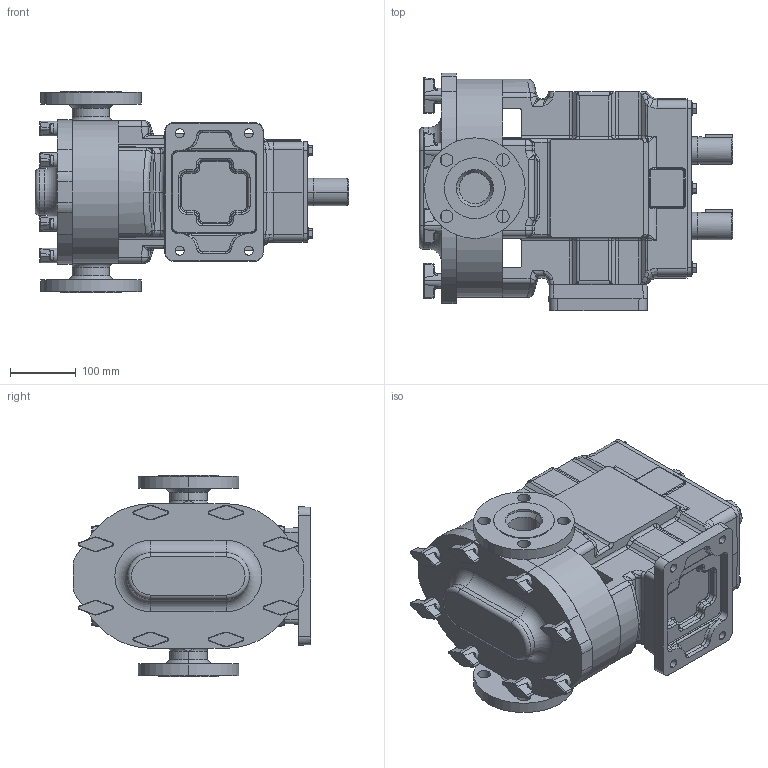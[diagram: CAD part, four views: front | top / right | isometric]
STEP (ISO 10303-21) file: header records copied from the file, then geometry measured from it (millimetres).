
FILE_DESCRIPTION (( 'STEP AP214' ), '1' );
FILE_NAME ('TRA10-0450-009.STEP', '2024-03-26T18:39:19', ( '' ), ( '' ), 'SwSTEP 2.0', 'SolidWorks 2022', '' );
FILE_SCHEMA (( 'AUTOMOTIVE_DESIGN' ));
Length unit declared in the file: inch
Products named in the file (5): TRA10-0600-GEARBOX-H; TRA10-0600-COVER-STD; 0450FLG150-20; TRA10-0450-BODY; TRA10-0450-009
Assembly tree (5 placements, depth 2):
  TRA10-0450-009
    TRA10-0600-GEARBOX-H
    TRA10-0450-BODY
    TRA10-0600-COVER-STD
    0450FLG150-20  x2
Bounding box: 475.32 x 360.3 x 304.8 mm (x, y, z)
Volume: 19947365.1 mm3; surface area: 940153.6 mm2
Topology: 5 solids, 5 shells, 1056 faces, 2576 edges, 1534 vertices
Faces by surface type: cylinder 391, plane 285, bspline 206, torus 92, cone 66, sphere 16
Entity records: 38428 total; most frequent: CARTESIAN_POINT 16268, ORIENTED_EDGE 4976, DIRECTION 4240, EDGE_CURVE 2488, AXIS2_PLACEMENT_3D 1638, VERTEX_POINT 1496, EDGE_LOOP 1078, ADVANCED_FACE 1030
